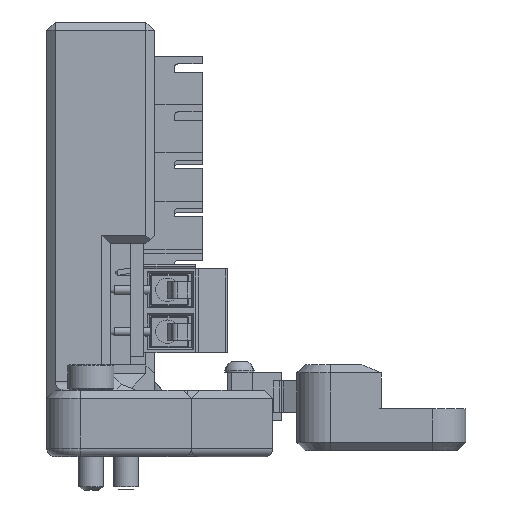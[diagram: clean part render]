
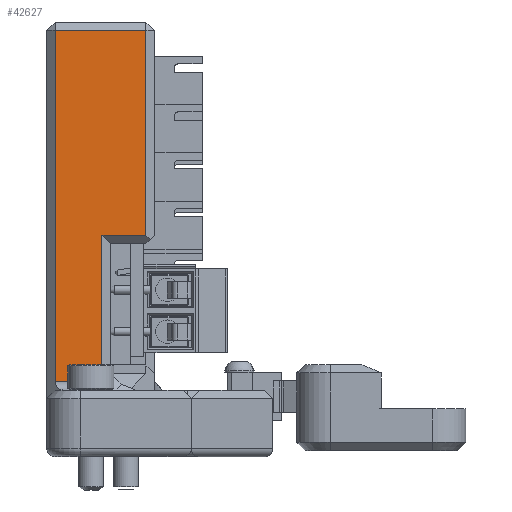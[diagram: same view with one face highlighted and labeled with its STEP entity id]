
A CAD part, left-side view. The second image highlights one B-rep face of the part: STEP entity #42627.
In plain terms, the highlighted planar face has unit normal (-1, 0, 0).
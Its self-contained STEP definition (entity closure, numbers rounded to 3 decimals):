
#4432=PLANE('',#45557);
#6320=FACE_OUTER_BOUND('',#8862,.T.);
#8862=EDGE_LOOP('',(#37695,#37696,#37697,#37698,#37699,#37700,#37701));
#13448=LINE('',#66058,#17883);
#13540=LINE('',#66337,#17975);
#13541=LINE('',#66341,#17976);
#13542=LINE('',#66343,#17977);
#13543=LINE('',#66345,#17978);
#13544=LINE('',#66347,#17979);
#13545=LINE('',#66348,#17980);
#17883=VECTOR('',#54633,10.);
#17975=VECTOR('',#54865,10.);
#17976=VECTOR('',#54870,10.);
#17977=VECTOR('',#54871,10.);
#17978=VECTOR('',#54872,10.);
#17979=VECTOR('',#54873,10.);
#17980=VECTOR('',#54874,10.);
#21877=VERTEX_POINT('',#66055);
#21878=VERTEX_POINT('',#66057);
#21951=VERTEX_POINT('',#66336);
#21952=VERTEX_POINT('',#66340);
#21953=VERTEX_POINT('',#66342);
#21954=VERTEX_POINT('',#66344);
#21955=VERTEX_POINT('',#66346);
#27220=EDGE_CURVE('',#21877,#21878,#13448,.T.);
#27339=EDGE_CURVE('',#21951,#21877,#13540,.T.);
#27341=EDGE_CURVE('',#21952,#21951,#13541,.T.);
#27342=EDGE_CURVE('',#21953,#21952,#13542,.T.);
#27343=EDGE_CURVE('',#21954,#21953,#13543,.T.);
#27344=EDGE_CURVE('',#21955,#21954,#13544,.T.);
#27345=EDGE_CURVE('',#21878,#21955,#13545,.T.);
#37695=ORIENTED_EDGE('',*,*,#27339,.F.);
#37696=ORIENTED_EDGE('',*,*,#27341,.F.);
#37697=ORIENTED_EDGE('',*,*,#27342,.F.);
#37698=ORIENTED_EDGE('',*,*,#27343,.F.);
#37699=ORIENTED_EDGE('',*,*,#27344,.F.);
#37700=ORIENTED_EDGE('',*,*,#27345,.F.);
#37701=ORIENTED_EDGE('',*,*,#27220,.F.);
#42627=ADVANCED_FACE('',(#6320),#4432,.F.);
#45557=AXIS2_PLACEMENT_3D('',#66339,#54868,#54869);
#54633=DIRECTION('',(0.,0.,1.));
#54865=DIRECTION('',(0.,1.,0.));
#54868=DIRECTION('center_axis',(1.,0.,0.));
#54869=DIRECTION('ref_axis',(0.,0.,
-1.));
#54870=DIRECTION('',(0.,-0.707,-0.707));
#54871=DIRECTION('',(0.,0.,-1.));
#54872=DIRECTION('',(0.,1.,0.));
#54873=DIRECTION('',(0.,0.,-1.));
#54874=DIRECTION('',(0.,-1.,0.));
#66055=CARTESIAN_POINT('',(244.152,349.007,101.945));
#66057=CARTESIAN_POINT('',(244.152,349.007,143.945));
#66058=CARTESIAN_POINT('',(244.152,349.007,97.972));
#66336=CARTESIAN_POINT('',(244.152,342.821,101.945));
#66337=CARTESIAN_POINT('',(244.152,342.751,101.945));
#66339=CARTESIAN_POINT('Origin',(244.152,344.51,102.945));
#66340=CARTESIAN_POINT('',(244.152,343.407,102.531));
#66341=CARTESIAN_POINT('',(244.152,343.14,102.264));
#66342=CARTESIAN_POINT('',(244.152,343.407,119.425));
#66343=CARTESIAN_POINT('',(244.152,343.407,104.445));
#66344=CARTESIAN_POINT('',(244.152,338.153,119.425));
#66345=CARTESIAN_POINT('',(244.152,337.98,119.425));
#66346=CARTESIAN_POINT('',(244.152,338.153,143.945));
#66347=CARTESIAN_POINT('',(244.152,338.153,99.822));
#66348=CARTESIAN_POINT('',(244.152,344.759,143.945));
